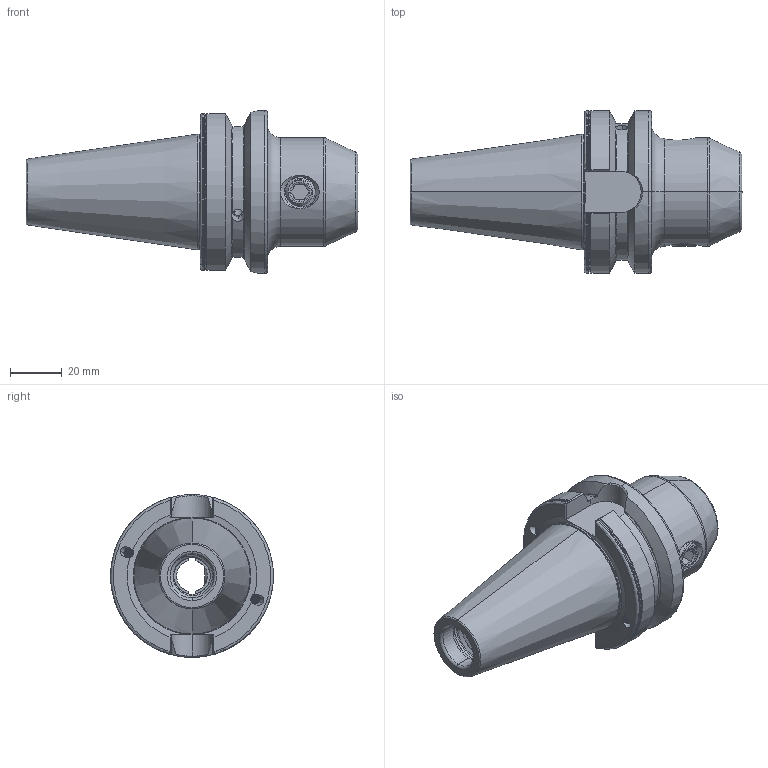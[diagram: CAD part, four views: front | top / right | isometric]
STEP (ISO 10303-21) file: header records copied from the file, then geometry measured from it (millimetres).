
FILE_DESCRIPTION (( 'STEP AP203' ), '1' );
FILE_NAME ('DC.406.04.12.K.STEP', '2017-10-18T02:25:59', ( '' ), ( '' ), 'SwSTEP 2.0', 'SolidWorks 2012', '' );
FILE_SCHEMA (( 'CONFIG_CONTROL_DESIGN' ));
Length unit declared in the file: millimetre
Products named in the file (3): DC.406.04.12.K; 側固12_M12x1.75_16L
Assembly tree (2 placements, depth 2):
  DC.406.04.12.K
    DC.406.04.12.K
    側固12_M12x1.75_16L
Bounding box: 128.4 x 63 x 63 mm (x, y, z)
Volume: 159673.5 mm3; surface area: 31875.8 mm2
Topology: 2 solids, 2 shells, 292 faces, 797 edges, 512 vertices
Faces by surface type: cylinder 131, plane 53, torus 48, cone 34, bspline 24, sphere 2
Entity records: 22518 total; most frequent: CARTESIAN_POINT 15703, ORIENTED_EDGE 1590, DIRECTION 1136, EDGE_CURVE 795, VERTEX_POINT 512, AXIS2_PLACEMENT_3D 462, EDGE_LOOP 309, FACE_OUTER_BOUND 292
